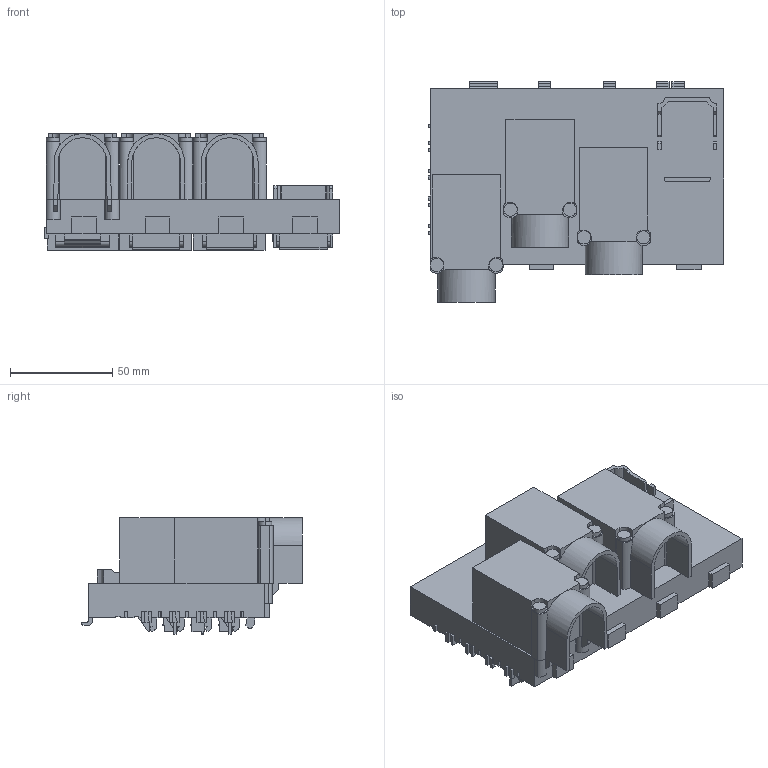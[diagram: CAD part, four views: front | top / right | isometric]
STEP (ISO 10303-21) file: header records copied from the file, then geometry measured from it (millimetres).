
FILE_DESCRIPTION (( 'STEP AP214' ), '1' );
FILE_NAME ('zlsp934-3L-R-1-asm.STEP', '2019-06-13T14:40:07', ( '' ), ( '' ), 'SwSTEP 2.0', 'SolidWorks 2018', '' );
FILE_SCHEMA (( 'AUTOMOTIVE_DESIGN' ));
Length unit declared in the file: millimetre
Products named in the file (1): zlsp934-3L-R-1-asm
Bounding box: 144.6 x 107.98 x 57 mm (x, y, z)
Volume: 267832.5 mm3; surface area: 81786 mm2
Topology: 1 solids, 1 shells, 878 faces, 2511 edges, 1646 vertices
Faces by surface type: plane 694, cylinder 169, cone 8, bspline 7
Entity records: 28529 total; most frequent: CARTESIAN_POINT 5520, ORIENTED_EDGE 5022, DIRECTION 4526, EDGE_CURVE 2511, VECTOR 2020, LINE 2020, VERTEX_POINT 1646, AXIS2_PLACEMENT_3D 1253
